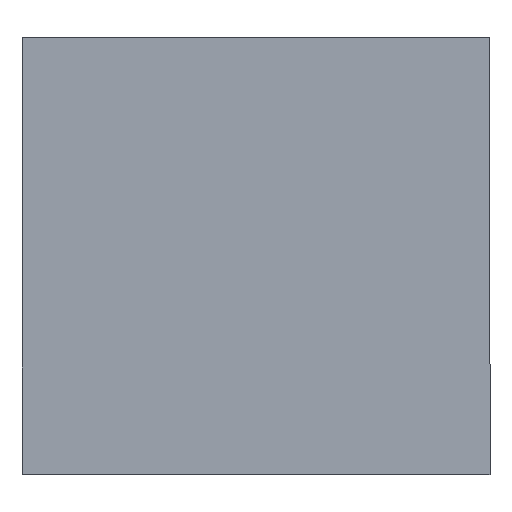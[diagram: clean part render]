
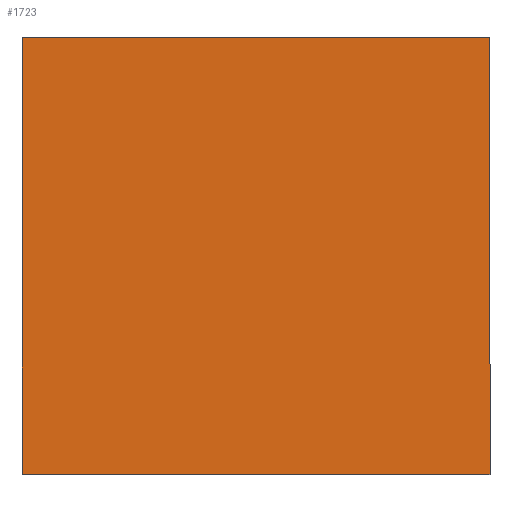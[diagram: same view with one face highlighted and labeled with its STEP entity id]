
A CAD part, top view. The second image highlights one B-rep face of the part: STEP entity #1723.
In plain terms, the highlighted planar face has unit normal (0, 0, 1).
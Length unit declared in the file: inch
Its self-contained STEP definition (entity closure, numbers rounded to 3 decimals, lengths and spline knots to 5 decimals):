
#1535=CARTESIAN_POINT('',(0.,56.,30.));
#1536=VERTEX_POINT('',#1535);
#1537=CARTESIAN_POINT('',(60.,56.,30.));
#1538=VERTEX_POINT('',#1537);
#1539=CARTESIAN_POINT('',(0.,56.,30.));
#1540=DIRECTION('',(1.0,0.0,0.0));
#1541=VECTOR('',#1540,60.);
#1542=LINE('',#1539,#1541);
#1543=EDGE_CURVE('',#1536,#1538,#1542,.T.);
#1606=CARTESIAN_POINT('',(0.0,0.0,30.));
#1607=VERTEX_POINT('',#1606);
#1608=CARTESIAN_POINT('',(0.0,0.0,30.));
#1609=DIRECTION('',(0.0,1.0,0.0));
#1610=VECTOR('',#1609,56.);
#1611=LINE('',#1608,#1610);
#1612=EDGE_CURVE('',#1607,#1536,#1611,.T.);
#1652=CARTESIAN_POINT('',(60.,0.0,30.));
#1653=VERTEX_POINT('',#1652);
#1654=CARTESIAN_POINT('',(60.,56.,30.));
#1655=DIRECTION('',(0.0,-1.0,0.0));
#1656=VECTOR('',#1655,56.);
#1657=LINE('',#1654,#1656);
#1658=EDGE_CURVE('',#1538,#1653,#1657,.T.);
#1683=CARTESIAN_POINT('',(60.,0.0,30.));
#1684=DIRECTION('',(-1.0,0.0,0.0));
#1685=VECTOR('',#1684,60.);
#1686=LINE('',#1683,#1685);
#1687=EDGE_CURVE('',#1653,#1607,#1686,.T.);
#1712=CARTESIAN_POINT('',(30.,28.,30.));
#1713=DIRECTION('',(0.0,0.0,1.0));
#1714=DIRECTION('',(1.0,0.0,0.0));
#1715=AXIS2_PLACEMENT_3D('',#1712,#1713,#1714);
#1716=PLANE('',#1715);
#1717=ORIENTED_EDGE('',*,*,#1612,.F.);
#1718=ORIENTED_EDGE('',*,*,#1687,.F.);
#1719=ORIENTED_EDGE('',*,*,#1658,.F.);
#1720=ORIENTED_EDGE('',*,*,#1543,.F.);
#1721=EDGE_LOOP('',(#1717,#1718,#1719,#1720));
#1722=FACE_OUTER_BOUND('',#1721,.T.);
#1723=ADVANCED_FACE('',(#1722),#1716,.T.);
